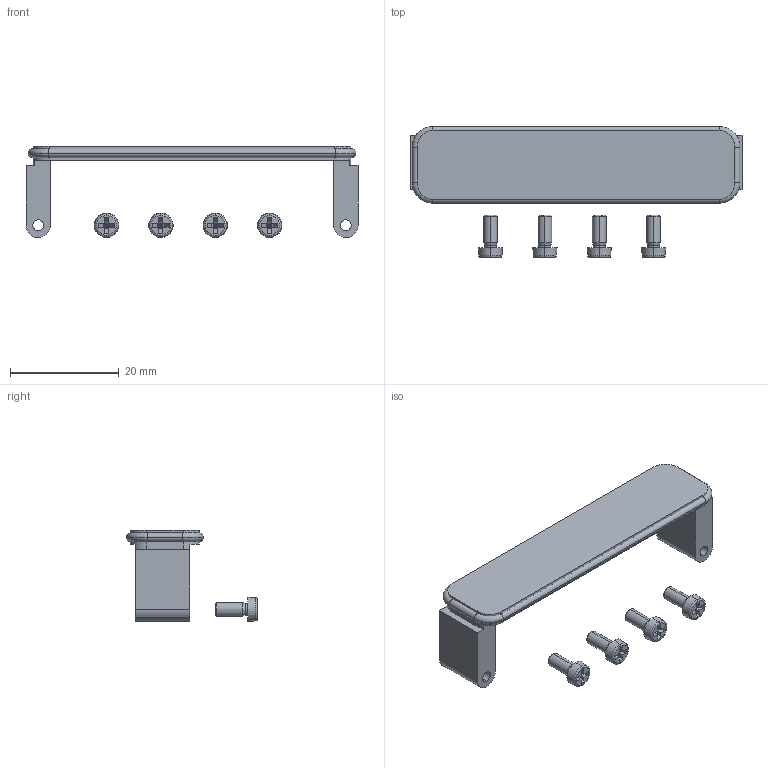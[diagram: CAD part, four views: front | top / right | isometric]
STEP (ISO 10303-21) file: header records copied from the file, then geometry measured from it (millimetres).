
FILE_DESCRIPTION(('CoCreate Modeling STEP Export'),'2;1');
FILE_NAME('21M280-1.stp','2012-06-18T16:00:54',(''),(''),'CoCreate Modeling STEP processor for AP214 (Solid Model)','CoCreate Modeling 16.00D 29-May-2009 (C) Parametric Technology GmbH','');
FILE_SCHEMA(('AUTOMOTIVE_DESIGN { 1 0 10303 214 1 1 1 1 }'));
Length unit declared in the file: millimetre
Products named in the file (4): 21M280_Frontplatte_DCH000054395; 61-048_EMV_Dichtung_montiert_DCH000054389; 5325-06_Zylinderschraube_DCH000001699.3; 21M280-1_Frontplatte_Mezzanine_DCH000054425
Assembly tree (6 placements, depth 2):
  21M280-1_Frontplatte_Mezzanine_DCH000054425
    5325-06_Zylinderschraube_DCH000001699.3  x4
    61-048_EMV_Dichtung_montiert_DCH000054389
    21M280_Frontplatte_DCH000054395
Bounding box: 61.05 x 24.07 x 16.75 mm (x, y, z)
Volume: 3363.8 mm3; surface area: 4013.2 mm2
Topology: 6 solids, 6 shells, 234 faces, 501 edges, 287 vertices
Faces by surface type: plane 146, cylinder 44, cone 24, torus 20
Entity records: 2862 total; most frequent: ORIENTED_EDGE 498, CARTESIAN_POINT 447, DIRECTION 446, EDGE_CURVE 249, AXIS2_PLACEMENT_3D 154, VERTEX_POINT 152, VECTOR 138, LINE 138
